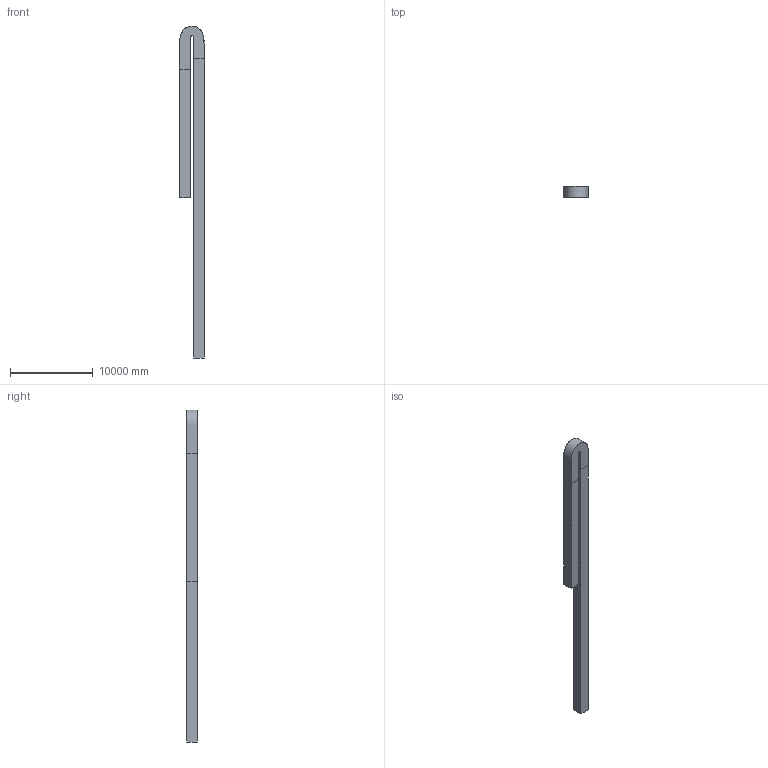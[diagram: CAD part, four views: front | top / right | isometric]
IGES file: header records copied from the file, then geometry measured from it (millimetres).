
Global section: file name: base_geo.igs; native system: Unigraphics Version X V2.0; preprocessor: Unigraphics NX IGES V2.0; date: 20080609.164933; units: inch
Bounding box: 2949.67 x 1290.32 x 40040.44 mm (x, y, z)
Surface area: 317982016.1 mm2 (no closed solid volume)
Topology: 0 solids, 0 shells, 16 faces, 296 edges, 592 vertices
Faces by surface type: extrusion 14, bspline 2
